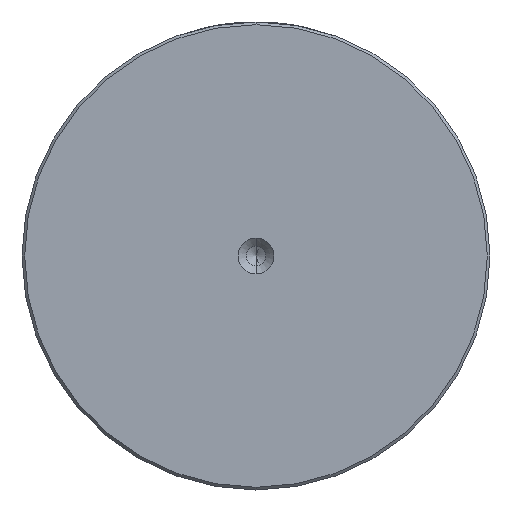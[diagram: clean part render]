
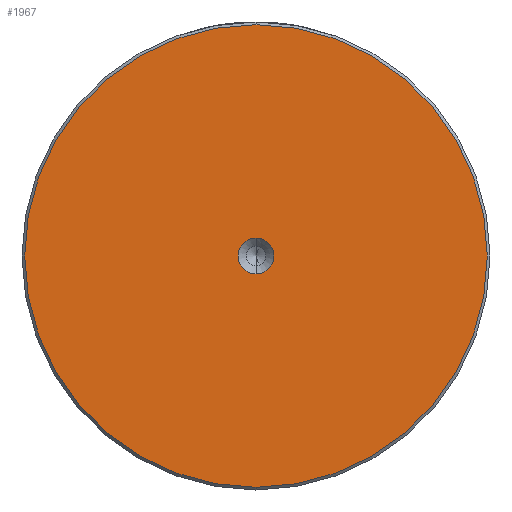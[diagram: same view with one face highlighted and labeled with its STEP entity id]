
A CAD part, left-side view. The second image highlights one B-rep face of the part: STEP entity #1967.
In plain terms, the highlighted planar face has unit normal (-1, 0, 0).
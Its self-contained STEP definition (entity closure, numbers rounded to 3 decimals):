
#24 = DIRECTION ( 'NONE',  ( 0., 0., 1. ) ) ;
#31 = AXIS2_PLACEMENT_3D ( 'NONE', #2230, #816, #2470 ) ;
#39 = CARTESIAN_POINT ( 'NONE',  ( 0., 0., 3.3 ) ) ;
#125 = EDGE_CURVE ( 'NONE', #3082, #430, #738, .T. ) ;
#167 = ORIENTED_EDGE ( 'NONE', *, *, #1379, .F. ) ;
#329 = CIRCLE ( 'NONE', #548, 42.5 ) ;
#430 = VERTEX_POINT ( 'NONE', #1014 ) ;
#548 = AXIS2_PLACEMENT_3D ( 'NONE', #2870, #1471, #24 ) ;
#553 = EDGE_CURVE ( 'NONE', #430, #3082, #329, .T. ) ;
#555 = DIRECTION ( 'NONE',  ( 0., 0., 1. ) ) ;
#718 = AXIS2_PLACEMENT_3D ( 'NONE', #767, #2419, #1006 ) ;
#738 = CIRCLE ( 'NONE', #1932, 42.5 ) ;
#767 = CARTESIAN_POINT ( 'NONE',  ( 0., 0., 0. ) ) ;
#816 = DIRECTION ( 'NONE',  ( -1., 0., 0. ) ) ;
#1006 = DIRECTION ( 'NONE',  ( 0., 0., 1. ) ) ;
#1014 = CARTESIAN_POINT ( 'NONE',  ( 0., 0., -42.5 ) ) ;
#1198 = EDGE_LOOP ( 'NONE', ( #2091, #2314 ) ) ;
#1309 = CIRCLE ( 'NONE', #31, 3.3 ) ;
#1379 = EDGE_CURVE ( 'NONE', #2939, #2749, #1959, .T. ) ;
#1471 = DIRECTION ( 'NONE',  ( -1., 0., 0. ) ) ;
#1498 = DIRECTION ( 'NONE',  ( -1., 0., 0. ) ) ;
#1564 = DIRECTION ( 'NONE',  ( 0., 0., 1. ) ) ;
#1798 = CARTESIAN_POINT ( 'NONE',  ( 0., 0., 0. ) ) ;
#1846 = EDGE_LOOP ( 'NONE', ( #2349, #167 ) ) ;
#1932 = AXIS2_PLACEMENT_3D ( 'NONE', #1798, #1498, #1564 ) ;
#1959 = CIRCLE ( 'NONE', #718, 3.3 ) ;
#1967 = ADVANCED_FACE ( 'NONE', ( #2523, #3068 ), #1972, .T. ) ;
#1972 = PLANE ( 'NONE',  #3026 ) ;
#2091 = ORIENTED_EDGE ( 'NONE', *, *, #553, .T. ) ;
#2132 = CARTESIAN_POINT ( 'NONE',  ( 0., 0., 42.5 ) ) ;
#2230 = CARTESIAN_POINT ( 'NONE',  ( 0., 0., 0. ) ) ;
#2295 = EDGE_CURVE ( 'NONE', #2749, #2939, #1309, .T. ) ;
#2314 = ORIENTED_EDGE ( 'NONE', *, *, #125, .T. ) ;
#2349 = ORIENTED_EDGE ( 'NONE', *, *, #2295, .F. ) ;
#2419 = DIRECTION ( 'NONE',  ( -1., 0., 0. ) ) ;
#2470 = DIRECTION ( 'NONE',  ( 0., 0., 1. ) ) ;
#2523 = FACE_OUTER_BOUND ( 'NONE', #1198, .T. ) ;
#2549 = CARTESIAN_POINT ( 'NONE',  ( 0., 0., -3.3 ) ) ;
#2666 = CARTESIAN_POINT ( 'NONE',  ( 0., 0., 0. ) ) ;
#2749 = VERTEX_POINT ( 'NONE', #39 ) ;
#2870 = CARTESIAN_POINT ( 'NONE',  ( 0., 0., 0. ) ) ;
#2903 = DIRECTION ( 'NONE',  ( -1., 0., 0. ) ) ;
#2939 = VERTEX_POINT ( 'NONE', #2549 ) ;
#3026 = AXIS2_PLACEMENT_3D ( 'NONE', #2666, #2903, #555 ) ;
#3068 = FACE_BOUND ( 'NONE', #1846, .T. ) ;
#3082 = VERTEX_POINT ( 'NONE', #2132 ) ;
